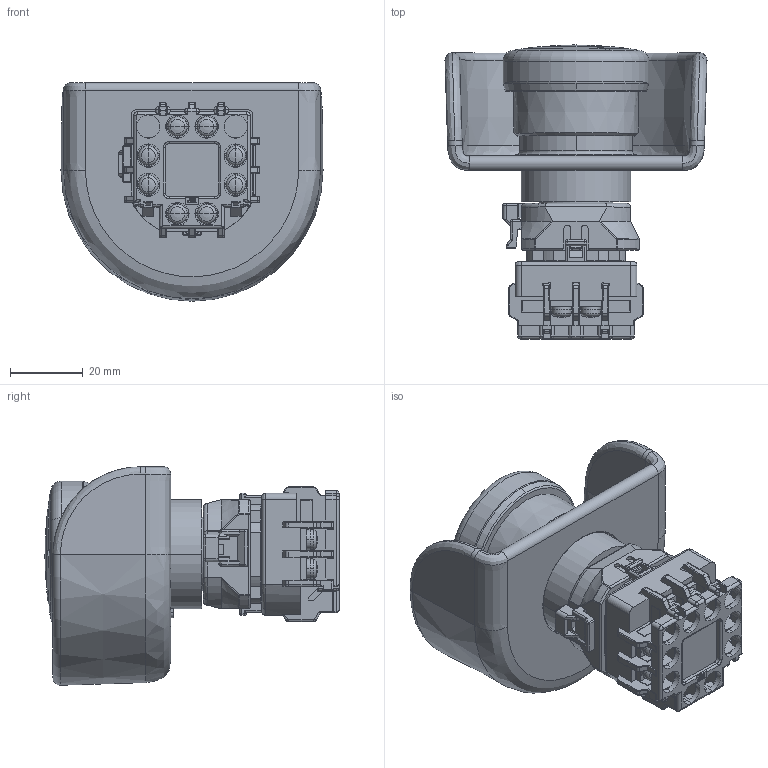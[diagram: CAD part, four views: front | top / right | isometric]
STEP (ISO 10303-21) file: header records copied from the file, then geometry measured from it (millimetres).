
FILE_DESCRIPTION((''),'2;1');
FILE_NAME('224561_ASM','2021-07-21T15:42:40',('PDMAdmin'),('BANNER ENGINEERING'),'CREO PARAMETRIC BY PTC INC, 2019292','CREO PARAMETRIC BY PTC INC, 2019292','');
FILE_SCHEMA(('CONFIG_CONTROL_DESIGN'));
Length unit declared in the file: millimetre
Products named in the file (2): 224561_EP01; 224561_ASM
Assembly tree (1 placements, depth 2):
  224561_ASM
    224561_EP01
Bounding box: 71.87 x 80.7 x 59.94 mm (x, y, z)
Volume: 95805.8 mm3; surface area: 31289.5 mm2
Topology: 1 solids, 1 shells, 1352 faces, 3614 edges, 2177 vertices
Faces by surface type: plane 604, cylinder 438, torus 125, sphere 64, bspline 48, cone 37, extrusion 29, revolution 7
Entity records: 46505 total; most frequent: CARTESIAN_POINT 13397, ORIENTED_EDGE 7094, DIRECTION 6723, EDGE_CURVE 3547, VECTOR 2242, AXIS2_PLACEMENT_3D 2237, LINE 2213, VERTEX_POINT 2171
